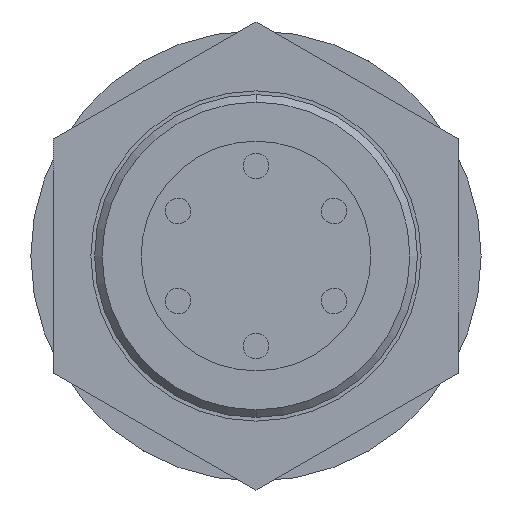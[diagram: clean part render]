
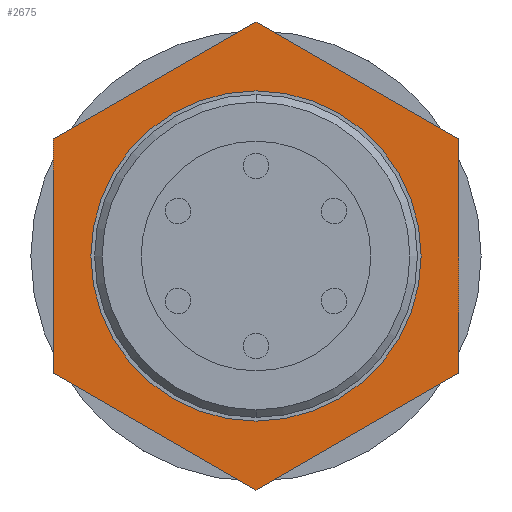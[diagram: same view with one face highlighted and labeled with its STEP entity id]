
A CAD part, front view. The second image highlights one B-rep face of the part: STEP entity #2675.
In plain terms, the highlighted planar face has unit normal (0, -1, 0).
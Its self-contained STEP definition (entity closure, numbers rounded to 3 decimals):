
#46 = PLANE ( 'NONE',  #1901 ) ;
#68 = CARTESIAN_POINT ( 'NONE',  ( 0., -12., -15.588 ) ) ;
#170 = VERTEX_POINT ( 'NONE', #1678 ) ;
#198 = ORIENTED_EDGE ( 'NONE', *, *, #2295, .T. ) ;
#312 = FACE_BOUND ( 'NONE', #1703, .T. ) ;
#353 = DIRECTION ( 'NONE',  ( 0., -1., 0. ) ) ;
#369 = DIRECTION ( 'NONE',  ( 0., 0., -1. ) ) ;
#413 = ORIENTED_EDGE ( 'NONE', *, *, #523, .T. ) ;
#510 = CIRCLE ( 'NONE', #1535, 11. ) ;
#523 = EDGE_CURVE ( 'NONE', #1161, #1272, #3146, .T. ) ;
#569 = CARTESIAN_POINT ( 'NONE',  ( 13.5, -12., 7.794 ) ) ;
#655 = DIRECTION ( 'NONE',  ( 0., 0., 1. ) ) ;
#697 = CARTESIAN_POINT ( 'NONE',  ( 0., -12., -11. ) ) ;
#754 = CARTESIAN_POINT ( 'NONE',  ( -13.5, -12., -7.794 ) ) ;
#853 = EDGE_CURVE ( 'NONE', #1276, #1279, #2590, .T. ) ;
#881 = DIRECTION ( 'NONE',  ( -0.866, 0., 0.5 ) ) ;
#924 = ORIENTED_EDGE ( 'NONE', *, *, #1705, .F. ) ;
#974 = DIRECTION ( 'NONE',  ( 0., -1., 0. ) ) ;
#1016 = DIRECTION ( 'NONE',  ( 0.866, 0., 0.5 ) ) ;
#1028 = FACE_OUTER_BOUND ( 'NONE', #2760, .T. ) ;
#1072 = DIRECTION ( 'NONE',  ( 0.866, 0., -0.5 ) ) ;
#1118 = ORIENTED_EDGE ( 'NONE', *, *, #2674, .T. ) ;
#1160 = CARTESIAN_POINT ( 'NONE',  ( 0., -12., -15.588 ) ) ;
#1161 = VERTEX_POINT ( 'NONE', #2129 ) ;
#1249 = CIRCLE ( 'NONE', #2923, 11. ) ;
#1272 = VERTEX_POINT ( 'NONE', #1540 ) ;
#1276 = VERTEX_POINT ( 'NONE', #68 ) ;
#1279 = VERTEX_POINT ( 'NONE', #2229 ) ;
#1307 = VERTEX_POINT ( 'NONE', #697 ) ;
#1315 = VERTEX_POINT ( 'NONE', #2244 ) ;
#1423 = CARTESIAN_POINT ( 'NONE',  ( -13.5, -12., 7.794 ) ) ;
#1535 = AXIS2_PLACEMENT_3D ( 'NONE', #1983, #353, #2217 ) ;
#1540 = CARTESIAN_POINT ( 'NONE',  ( -13.5, -12., -7.794 ) ) ;
#1552 = EDGE_CURVE ( 'NONE', #2332, #170, #2912, .T. ) ;
#1678 = CARTESIAN_POINT ( 'NONE',  ( 0., -12., 15.588 ) ) ;
#1680 = DIRECTION ( 'NONE',  ( 0., 0., -1. ) ) ;
#1703 = EDGE_LOOP ( 'NONE', ( #2569, #924 ) ) ;
#1705 = EDGE_CURVE ( 'NONE', #1307, #1315, #1249, .T. ) ;
#1708 = VECTOR ( 'NONE', #881, 1000. ) ;
#1793 = VECTOR ( 'NONE', #655, 1000. ) ;
#1901 = AXIS2_PLACEMENT_3D ( 'NONE', #2443, #1987, #369 ) ;
#1922 = VECTOR ( 'NONE', #2007, 1000. ) ;
#1958 = VECTOR ( 'NONE', #1680, 1000. ) ;
#1983 = CARTESIAN_POINT ( 'NONE',  ( 0., -12., 0. ) ) ;
#1987 = DIRECTION ( 'NONE',  ( 0., -1., 0. ) ) ;
#1992 = VECTOR ( 'NONE', #1016, 1000. ) ;
#1993 = ORIENTED_EDGE ( 'NONE', *, *, #3200, .T. ) ;
#1995 = CARTESIAN_POINT ( 'NONE',  ( 0., -12., 15.588 ) ) ;
#2007 = DIRECTION ( 'NONE',  ( -0.866, 0., -0.5 ) ) ;
#2072 = CARTESIAN_POINT ( 'NONE',  ( 13.5, -12., 7.794 ) ) ;
#2121 = EDGE_CURVE ( 'NONE', #1315, #1307, #510, .T. ) ;
#2129 = CARTESIAN_POINT ( 'NONE',  ( -13.5, -12., 7.794 ) ) ;
#2174 = ORIENTED_EDGE ( 'NONE', *, *, #853, .T. ) ;
#2217 = DIRECTION ( 'NONE',  ( 0., 0., -1. ) ) ;
#2229 = CARTESIAN_POINT ( 'NONE',  ( 13.5, -12., -7.794 ) ) ;
#2244 = CARTESIAN_POINT ( 'NONE',  ( 0., -12., 11. ) ) ;
#2295 = EDGE_CURVE ( 'NONE', #1272, #1276, #3193, .T. ) ;
#2332 = VERTEX_POINT ( 'NONE', #2072 ) ;
#2443 = CARTESIAN_POINT ( 'NONE',  ( 0., -12., 0. ) ) ;
#2453 = CARTESIAN_POINT ( 'NONE',  ( 0., -12., 0. ) ) ;
#2538 = LINE ( 'NONE', #1995, #1922 ) ;
#2549 = VECTOR ( 'NONE', #1072, 1000. ) ;
#2569 = ORIENTED_EDGE ( 'NONE', *, *, #2121, .F. ) ;
#2590 = LINE ( 'NONE', #1160, #1992 ) ;
#2668 = DIRECTION ( 'NONE',  ( 0., 0., -1. ) ) ;
#2674 = EDGE_CURVE ( 'NONE', #1279, #2332, #2989, .T. ) ;
#2675 = ADVANCED_FACE ( 'NONE', ( #1028, #312 ), #46, .T. ) ;
#2760 = EDGE_LOOP ( 'NONE', ( #3191, #1993, #413, #198, #2174, #1118 ) ) ;
#2881 = CARTESIAN_POINT ( 'NONE',  ( 13.5, -12., -7.794 ) ) ;
#2912 = LINE ( 'NONE', #569, #1708 ) ;
#2923 = AXIS2_PLACEMENT_3D ( 'NONE', #2453, #974, #2668 ) ;
#2989 = LINE ( 'NONE', #2881, #1793 ) ;
#3146 = LINE ( 'NONE', #1423, #1958 ) ;
#3191 = ORIENTED_EDGE ( 'NONE', *, *, #1552, .T. ) ;
#3193 = LINE ( 'NONE', #754, #2549 ) ;
#3200 = EDGE_CURVE ( 'NONE', #170, #1161, #2538, .T. ) ;
